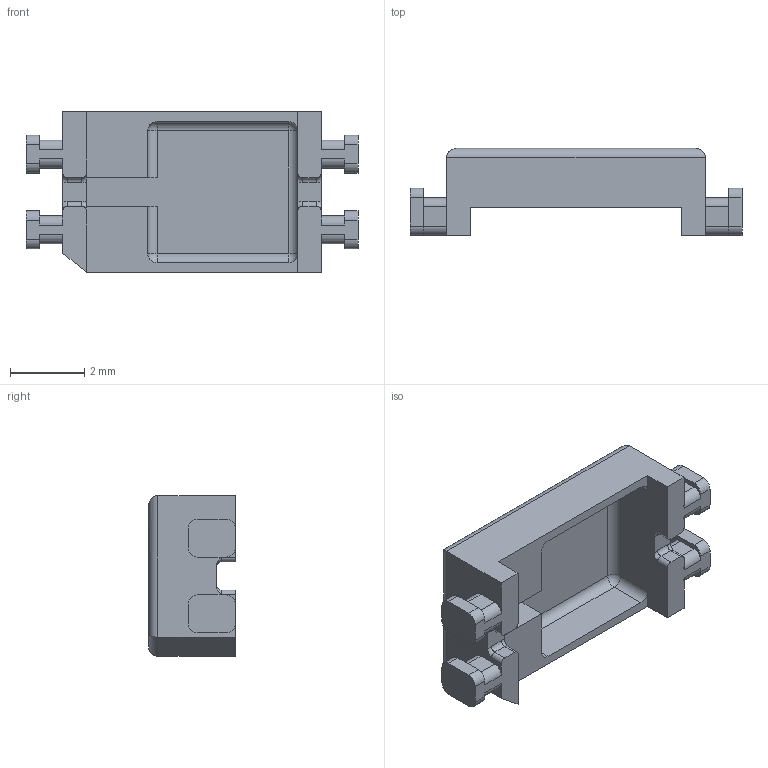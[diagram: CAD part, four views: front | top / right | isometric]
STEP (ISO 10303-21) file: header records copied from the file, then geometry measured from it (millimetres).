
FILE_DESCRIPTION (( 'STEP AP214' ), '1' );
FILE_NAME ('TOR_0581.STEP', '2019-02-01T14:59:11', ( '' ), ( '' ), 'SwSTEP 2.0', 'SolidWorks 2017', '' );
FILE_SCHEMA (( 'AUTOMOTIVE_DESIGN' ));
Length unit declared in the file: millimetre
Products named in the file (2): 250-0581_6A; TOR_0581
Assembly tree (1 placements, depth 2):
  TOR_0581
    250-0581_6A
Bounding box: 8.94 x 2.34 x 4.32 mm (x, y, z)
Volume: 33.2 mm3; surface area: 146.8 mm2
Topology: 1 solids, 1 shells, 129 faces, 359 edges, 228 vertices
Faces by surface type: plane 59, cylinder 58, torus 8, sphere 4
Entity records: 4185 total; most frequent: CARTESIAN_POINT 771, DIRECTION 722, ORIENTED_EDGE 710, EDGE_CURVE 355, AXIS2_PLACEMENT_3D 247, VECTOR 228, LINE 228, VERTEX_POINT 228
